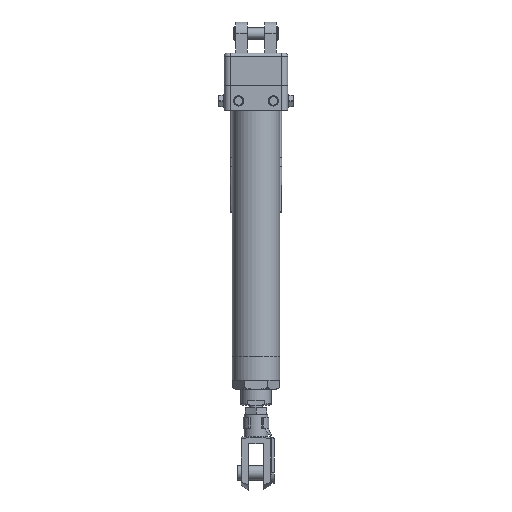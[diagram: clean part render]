
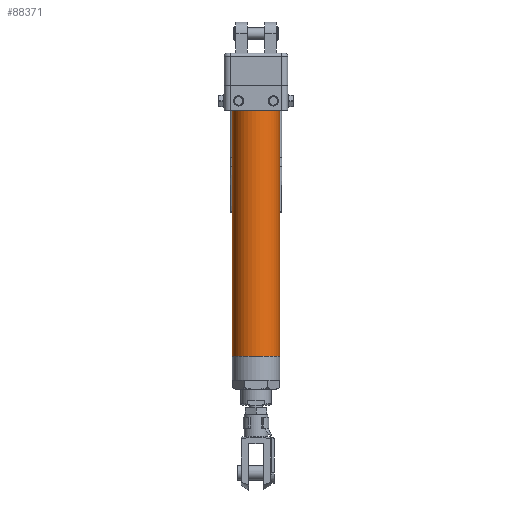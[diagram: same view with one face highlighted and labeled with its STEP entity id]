
A CAD part, front view. The second image highlights one B-rep face of the part: STEP entity #88371.
In plain terms, the highlighted cylindrical face has radius 26 mm (diameter 52 mm), a full revolution.
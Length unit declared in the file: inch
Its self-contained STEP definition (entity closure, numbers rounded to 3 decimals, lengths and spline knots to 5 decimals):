
#7631 = CARTESIAN_POINT ( 'NONE',  ( 0., -1.02362, 0. ) ) ;
#11947 = AXIS2_PLACEMENT_3D ( 'NONE', #67040, #59624, #82838 ) ;
#12202 = AXIS2_PLACEMENT_3D ( 'NONE', #28627, #84873, #63949 ) ;
#14609 = EDGE_CURVE ( 'NONE', #78264, #78264, #68316, .T. ) ;
#14842 = FACE_OUTER_BOUND ( 'NONE', #83849, .T. ) ;
#27419 = CYLINDRICAL_SURFACE ( 'NONE', #29569, 1.02362 ) ;
#28329 = DIRECTION ( 'NONE',  ( -1., 0., 0. ) ) ;
#28627 = CARTESIAN_POINT ( 'NONE',  ( 0., 0., -10.649 ) ) ;
#29569 = AXIS2_PLACEMENT_3D ( 'NONE', #34822, #56207, #28329 ) ;
#34822 = CARTESIAN_POINT ( 'NONE',  ( 0., 0., 0. ) ) ;
#35133 = ORIENTED_EDGE ( 'NONE', *, *, #46257, .T. ) ;
#46257 = EDGE_CURVE ( 'NONE', #56116, #56116, #52278, .T. ) ;
#52278 = CIRCLE ( 'NONE', #12202, 1.02362 ) ;
#56116 = VERTEX_POINT ( 'NONE', #84466 ) ;
#56207 = DIRECTION ( 'NONE',  ( 0., 0., -1. ) ) ;
#59624 = DIRECTION ( 'NONE',  ( 0., 0., -1. ) ) ;
#63949 = DIRECTION ( 'NONE',  ( 1., 0., 0. ) ) ;
#67040 = CARTESIAN_POINT ( 'NONE',  ( 0., 0., 0. ) ) ;
#68316 = CIRCLE ( 'NONE', #11947, 1.02362 ) ;
#69308 = ORIENTED_EDGE ( 'NONE', *, *, #14609, .T. ) ;
#70138 = FACE_OUTER_BOUND ( 'NONE', #87437, .T. ) ;
#78264 = VERTEX_POINT ( 'NONE', #7631 ) ;
#82838 = DIRECTION ( 'NONE',  ( 0., -1., 0. ) ) ;
#83849 = EDGE_LOOP ( 'NONE', ( #35133 ) ) ;
#84466 = CARTESIAN_POINT ( 'NONE',  ( 1.02362, 0., -10.649 ) ) ;
#84873 = DIRECTION ( 'NONE',  ( 0., 0., 1. ) ) ;
#87437 = EDGE_LOOP ( 'NONE', ( #69308 ) ) ;
#88371 = ADVANCED_FACE ( 'NONE', ( #70138, #14842 ), #27419, .T. ) ;
